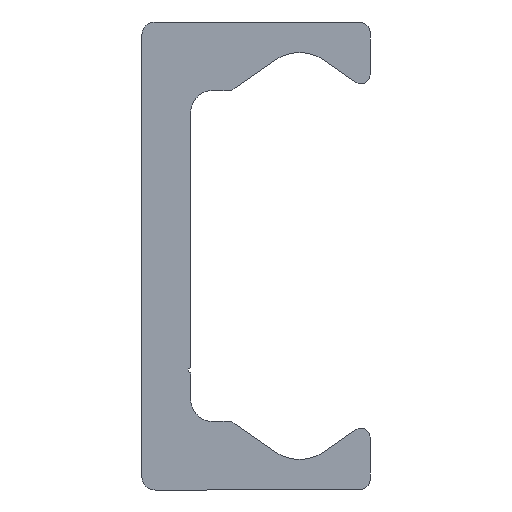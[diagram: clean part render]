
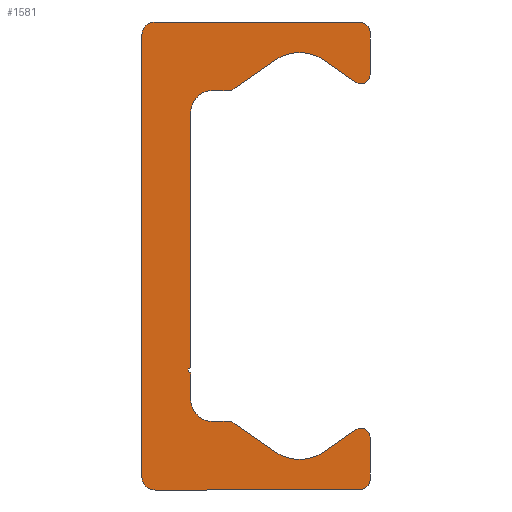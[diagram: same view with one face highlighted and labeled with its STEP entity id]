
A CAD part, left-side view. The second image highlights one B-rep face of the part: STEP entity #1581.
In plain terms, the highlighted planar face has unit normal (-1, 0, 0).
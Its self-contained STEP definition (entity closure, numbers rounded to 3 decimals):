
#660=CARTESIAN_POINT('',(0.0,9.25,-21.5));
#661=VERTEX_POINT('',#660);
#668=CARTESIAN_POINT('',(0.0,10.5,-20.25));
#669=VERTEX_POINT('',#668);
#670=CARTESIAN_POINT('',(0.0,9.25,-20.25));
#671=DIRECTION('',(1.0,0.0,0.0));
#672=DIRECTION('',(0.0,0.0,-1.0));
#673=AXIS2_PLACEMENT_3D('',#670,#671,#672);
#674=CIRCLE('',#673,1.25);
#675=EDGE_CURVE('',#661,#669,#674,.T.);
#699=CARTESIAN_POINT('',(0.0,-9.5,-21.5));
#700=VERTEX_POINT('',#699);
#707=CARTESIAN_POINT('',(0.0,-9.5,-21.5));
#708=DIRECTION('',(0.0,1.0,0.0));
#709=VECTOR('',#708,18.75);
#710=LINE('',#707,#709);
#711=EDGE_CURVE('',#700,#661,#710,.T.);
#731=CARTESIAN_POINT('',(0.0,-10.5,-20.5));
#732=VERTEX_POINT('',#731);
#739=CARTESIAN_POINT('',(0.0,-9.5,-20.5));
#740=DIRECTION('',(1.0,0.0,0.0));
#741=DIRECTION('',(0.0,-1.0,0.0));
#742=AXIS2_PLACEMENT_3D('',#739,#740,#741);
#743=CIRCLE('',#742,1.0);
#744=EDGE_CURVE('',#732,#700,#743,.T.);
#763=CARTESIAN_POINT('',(0.0,-10.5,-16.65));
#764=VERTEX_POINT('',#763);
#771=CARTESIAN_POINT('',(0.0,-10.5,-16.65));
#772=DIRECTION('',(0.0,0.0,-1.0));
#773=VECTOR('',#772,3.85);
#774=LINE('',#771,#773);
#775=EDGE_CURVE('',#764,#732,#774,.T.);
#795=CARTESIAN_POINT('',(0.0,-9.162,-15.954));
#796=VERTEX_POINT('',#795);
#803=CARTESIAN_POINT('',(0.0,-9.65,-16.65));
#804=DIRECTION('',(1.0,0.0,0.0));
#805=DIRECTION('',(0.0,0.574,0.819));
#806=AXIS2_PLACEMENT_3D('',#803,#804,#805);
#807=CIRCLE('',#806,0.85);
#808=EDGE_CURVE('',#796,#764,#807,.T.);
#827=CARTESIAN_POINT('',(0.0,-6.294,-17.962));
#828=VERTEX_POINT('',#827);
#835=CARTESIAN_POINT('',(0.0,-6.294,-17.962));
#836=DIRECTION('',(0.0,-0.819,0.574));
#837=VECTOR('',#836,3.501);
#838=LINE('',#835,#837);
#839=EDGE_CURVE('',#828,#796,#838,.T.);
#859=CARTESIAN_POINT('',(0.0,-1.706,-17.962));
#860=VERTEX_POINT('',#859);
#867=CARTESIAN_POINT('',(0.0,-4.,-14.685));
#868=DIRECTION('',(-1.0,0.0,0.0));
#869=DIRECTION('',(0.0,0.574,0.819));
#870=AXIS2_PLACEMENT_3D('',#867,#868,#869);
#871=CIRCLE('',#870,4.0);
#872=EDGE_CURVE('',#860,#828,#871,.T.);
#891=CARTESIAN_POINT('',(0.0,1.981,-15.381));
#892=VERTEX_POINT('',#891);
#899=CARTESIAN_POINT('',(0.0,1.981,-15.381));
#900=DIRECTION('',(0.0,-0.819,-0.574));
#901=VECTOR('',#900,4.5);
#902=LINE('',#899,#901);
#903=EDGE_CURVE('',#892,#860,#902,.T.);
#923=CARTESIAN_POINT('',(0.0,2.554,-15.2));
#924=VERTEX_POINT('',#923);
#931=CARTESIAN_POINT('',(0.0,2.554,-16.2));
#932=DIRECTION('',(1.0,0.0,0.0));
#933=DIRECTION('',(0.0,0.0,1.0));
#934=AXIS2_PLACEMENT_3D('',#931,#932,#933);
#935=CIRCLE('',#934,1.);
#936=EDGE_CURVE('',#924,#892,#935,.T.);
#955=CARTESIAN_POINT('',(0.0,4.0,-15.2));
#956=VERTEX_POINT('',#955);
#963=CARTESIAN_POINT('',(0.0,4.0,-15.2));
#964=DIRECTION('',(0.0,-1.0,0.0));
#965=VECTOR('',#964,1.446);
#966=LINE('',#963,#965);
#967=EDGE_CURVE('',#956,#924,#966,.T.);
#987=CARTESIAN_POINT('',(0.0,6.,-13.2));
#988=VERTEX_POINT('',#987);
#995=CARTESIAN_POINT('',(0.0,4.,-13.2));
#996=DIRECTION('',(-1.0,0.0,0.0));
#997=DIRECTION('',(0.0,0.0,1.0));
#998=AXIS2_PLACEMENT_3D('',#995,#996,#997);
#999=CIRCLE('',#998,2.0);
#1000=EDGE_CURVE('',#988,#956,#999,.T.);
#1019=CARTESIAN_POINT('',(0.0,6.,-10.75));
#1020=VERTEX_POINT('',#1019);
#1027=CARTESIAN_POINT('',(0.0,6.,-10.75));
#1028=DIRECTION('',(0.0,0.0,-1.0));
#1029=VECTOR('',#1028,2.45);
#1030=LINE('',#1027,#1029);
#1031=EDGE_CURVE('',#1020,#988,#1030,.T.);
#1051=CARTESIAN_POINT('',(0.0,6.,-10.25));
#1052=VERTEX_POINT('',#1051);
#1059=CARTESIAN_POINT('',(0.0,6.,-10.5));
#1060=DIRECTION('',(-1.0,0.0,0.0));
#1061=DIRECTION('',(0.0,0.0,1.0));
#1062=AXIS2_PLACEMENT_3D('',#1059,#1060,#1061);
#1063=CIRCLE('',#1062,0.25);
#1064=EDGE_CURVE('',#1052,#1020,#1063,.T.);
#1083=CARTESIAN_POINT('',(0.0,6.,13.2));
#1084=VERTEX_POINT('',#1083);
#1091=CARTESIAN_POINT('',(0.0,6.,13.2));
#1092=DIRECTION('',(0.0,0.0,-1.0));
#1093=VECTOR('',#1092,23.45);
#1094=LINE('',#1091,#1093);
#1095=EDGE_CURVE('',#1084,#1052,#1094,.T.);
#1151=CARTESIAN_POINT('',(0.0,4.0,15.2));
#1152=VERTEX_POINT('',#1151);
#1159=CARTESIAN_POINT('',(0.0,4.,13.2));
#1160=DIRECTION('',(-1.0,0.0,0.0));
#1161=DIRECTION('',(0.0,-1.0,0.0));
#1162=AXIS2_PLACEMENT_3D('',#1159,#1160,#1161);
#1163=CIRCLE('',#1162,2.0);
#1164=EDGE_CURVE('',#1152,#1084,#1163,.T.);
#1183=CARTESIAN_POINT('',(0.0,2.554,15.2));
#1184=VERTEX_POINT('',#1183);
#1191=CARTESIAN_POINT('',(0.0,2.554,15.2));
#1192=DIRECTION('',(0.0,1.0,0.0));
#1193=VECTOR('',#1192,1.446);
#1194=LINE('',#1191,#1193);
#1195=EDGE_CURVE('',#1184,#1152,#1194,.T.);
#1215=CARTESIAN_POINT('',(0.0,1.981,15.381));
#1216=VERTEX_POINT('',#1215);
#1223=CARTESIAN_POINT('',(0.0,2.554,16.2));
#1224=DIRECTION('',(1.0,0.0,0.0));
#1225=DIRECTION('',(0.0,-0.574,-0.819));
#1226=AXIS2_PLACEMENT_3D('',#1223,#1224,#1225);
#1227=CIRCLE('',#1226,1.);
#1228=EDGE_CURVE('',#1216,#1184,#1227,.T.);
#1247=CARTESIAN_POINT('',(0.0,-1.706,17.962));
#1248=VERTEX_POINT('',#1247);
#1255=CARTESIAN_POINT('',(0.0,-1.706,17.962));
#1256=DIRECTION('',(0.0,0.819,-0.574));
#1257=VECTOR('',#1256,4.5);
#1258=LINE('',#1255,#1257);
#1259=EDGE_CURVE('',#1248,#1216,#1258,.T.);
#1279=CARTESIAN_POINT('',(0.0,-6.294,17.962));
#1280=VERTEX_POINT('',#1279);
#1287=CARTESIAN_POINT('',(0.0,-4.,14.685));
#1288=DIRECTION('',(-1.0,0.0,0.0));
#1289=DIRECTION('',(0.0,-0.574,-0.819));
#1290=AXIS2_PLACEMENT_3D('',#1287,#1288,#1289);
#1291=CIRCLE('',#1290,4.0);
#1292=EDGE_CURVE('',#1280,#1248,#1291,.T.);
#1311=CARTESIAN_POINT('',(0.0,-9.162,15.954));
#1312=VERTEX_POINT('',#1311);
#1319=CARTESIAN_POINT('',(0.0,-9.162,15.954));
#1320=DIRECTION('',(0.0,0.819,0.574));
#1321=VECTOR('',#1320,3.501);
#1322=LINE('',#1319,#1321);
#1323=EDGE_CURVE('',#1312,#1280,#1322,.T.);
#1343=CARTESIAN_POINT('',(0.0,-10.5,16.65));
#1344=VERTEX_POINT('',#1343);
#1351=CARTESIAN_POINT('',(0.0,-9.65,16.65));
#1352=DIRECTION('',(1.0,0.0,0.0));
#1353=DIRECTION('',(0.0,-1.0,0.0));
#1354=AXIS2_PLACEMENT_3D('',#1351,#1352,#1353);
#1355=CIRCLE('',#1354,0.85);
#1356=EDGE_CURVE('',#1344,#1312,#1355,.T.);
#1375=CARTESIAN_POINT('',(0.0,-10.5,20.5));
#1376=VERTEX_POINT('',#1375);
#1383=CARTESIAN_POINT('',(0.0,-10.5,20.5));
#1384=DIRECTION('',(0.0,0.0,-1.0));
#1385=VECTOR('',#1384,3.85);
#1386=LINE('',#1383,#1385);
#1387=EDGE_CURVE('',#1376,#1344,#1386,.T.);
#1407=CARTESIAN_POINT('',(0.0,-9.5,21.5));
#1408=VERTEX_POINT('',#1407);
#1415=CARTESIAN_POINT('',(0.0,-9.5,20.5));
#1416=DIRECTION('',(1.0,0.0,0.0));
#1417=DIRECTION('',(0.0,0.0,1.0));
#1418=AXIS2_PLACEMENT_3D('',#1415,#1416,#1417);
#1419=CIRCLE('',#1418,1.0);
#1420=EDGE_CURVE('',#1408,#1376,#1419,.T.);
#1439=CARTESIAN_POINT('',(0.0,9.25,21.5));
#1440=VERTEX_POINT('',#1439);
#1447=CARTESIAN_POINT('',(0.0,9.25,21.5));
#1448=DIRECTION('',(0.0,-1.0,0.0));
#1449=VECTOR('',#1448,18.75);
#1450=LINE('',#1447,#1449);
#1451=EDGE_CURVE('',#1440,#1408,#1450,.T.);
#1471=CARTESIAN_POINT('',(0.0,10.5,20.25));
#1472=VERTEX_POINT('',#1471);
#1479=CARTESIAN_POINT('',(0.0,9.25,20.25));
#1480=DIRECTION('',(1.0,0.0,0.0));
#1481=DIRECTION('',(0.0,1.0,0.0));
#1482=AXIS2_PLACEMENT_3D('',#1479,#1480,#1481);
#1483=CIRCLE('',#1482,1.25);
#1484=EDGE_CURVE('',#1472,#1440,#1483,.T.);
#1502=CARTESIAN_POINT('',(0.0,10.5,-20.25));
#1503=DIRECTION('',(0.0,0.0,1.0));
#1504=VECTOR('',#1503,40.5);
#1505=LINE('',#1502,#1504);
#1506=EDGE_CURVE('',#669,#1472,#1505,.T.);
#1548=CARTESIAN_POINT('',(0.0,2.66,-0.019));
#1549=DIRECTION('',(1.0,0.0,0.0));
#1550=DIRECTION('',(0.0,0.0,-1.0));
#1551=AXIS2_PLACEMENT_3D('',#1548,#1549,#1550);
#1552=PLANE('',#1551);
#1553=ORIENTED_EDGE('',*,*,#1506,.F.);
#1554=ORIENTED_EDGE('',*,*,#675,.F.);
#1555=ORIENTED_EDGE('',*,*,#711,.F.);
#1556=ORIENTED_EDGE('',*,*,#744,.F.);
#1557=ORIENTED_EDGE('',*,*,#775,.F.);
#1558=ORIENTED_EDGE('',*,*,#808,.F.);
#1559=ORIENTED_EDGE('',*,*,#839,.F.);
#1560=ORIENTED_EDGE('',*,*,#872,.F.);
#1561=ORIENTED_EDGE('',*,*,#903,.F.);
#1562=ORIENTED_EDGE('',*,*,#936,.F.);
#1563=ORIENTED_EDGE('',*,*,#967,.F.);
#1564=ORIENTED_EDGE('',*,*,#1000,.F.);
#1565=ORIENTED_EDGE('',*,*,#1031,.F.);
#1566=ORIENTED_EDGE('',*,*,#1064,.F.);
#1567=ORIENTED_EDGE('',*,*,#1095,.F.);
#1568=ORIENTED_EDGE('',*,*,#1164,.F.);
#1569=ORIENTED_EDGE('',*,*,#1195,.F.);
#1570=ORIENTED_EDGE('',*,*,#1228,.F.);
#1571=ORIENTED_EDGE('',*,*,#1259,.F.);
#1572=ORIENTED_EDGE('',*,*,#1292,.F.);
#1573=ORIENTED_EDGE('',*,*,#1323,.F.);
#1574=ORIENTED_EDGE('',*,*,#1356,.F.);
#1575=ORIENTED_EDGE('',*,*,#1387,.F.);
#1576=ORIENTED_EDGE('',*,*,#1420,.F.);
#1577=ORIENTED_EDGE('',*,*,#1451,.F.);
#1578=ORIENTED_EDGE('',*,*,#1484,.F.);
#1579=EDGE_LOOP('',(#1553,#1554,#1555,#1556,#1557,#1558,#1559,#1560,#1561,#1562,#1563,#1564,#1565,#1566,#1567,#1568,#1569,#1570,#1571,#1572,#1573,#1574,#1575,#1576,#1577,#1578));
#1580=FACE_OUTER_BOUND('',#1579,.T.);
#1581=ADVANCED_FACE('',(#1580),#1552,.F.);
